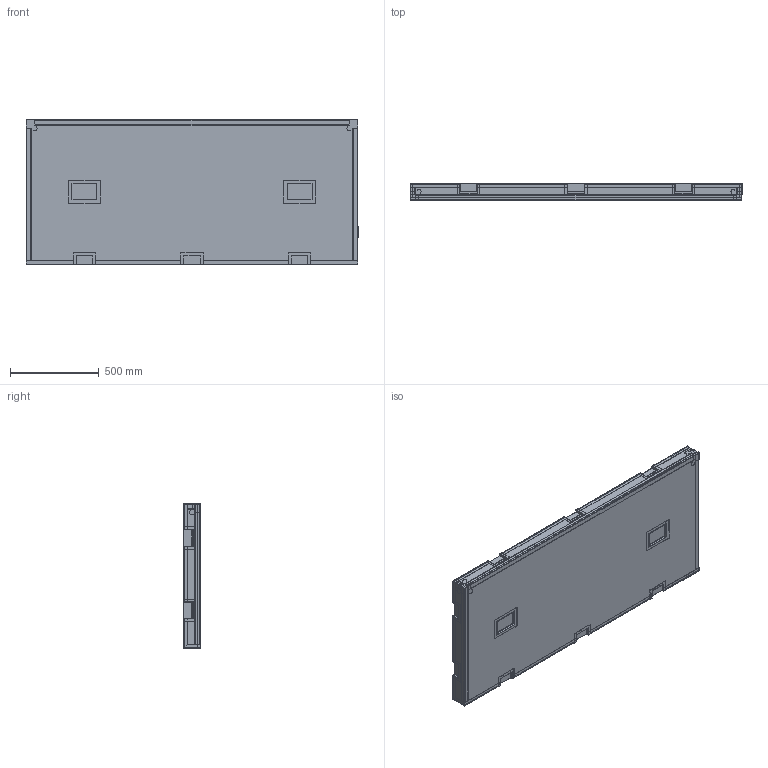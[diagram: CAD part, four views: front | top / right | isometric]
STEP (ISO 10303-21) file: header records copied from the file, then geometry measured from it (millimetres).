
FILE_DESCRIPTION (( 'STEP AP214' ), '1' );
FILE_NAME ('Super Pit Front Cover.STEP', '2025-04-01T15:31:18', ( '' ), ( '' ), 'SwSTEP 2.0', 'SolidWorks 2024', '' );
FILE_SCHEMA (( 'AUTOMOTIVE_DESIGN' ));
Length unit declared in the file: inch
Products named in the file (16): Single Angle Extrusion (Edges)_Along Z Front Cover; Super Pit Front Cover; Recessed Latch Bracket - Hook; Plywood Panels_Front Cover Short Sides; Groove Extrusion_Along Z Left Front Cover; Groove Extrusion_Horizontal; Corner Bracket; Groove Extrusion Alt 1_Left Vertical Front Cover; Plywood Panels_Front Cover Main Piece; Single Angle Extrusion (Edges)_Along Y Front Cover; Plywood Panels_Front Cover Long Sides; Groove Extrusion_Right Vertical Front Cover; Handle Bracket; Single Angle Extrusion (Edges)_Along X; Groove Extrusion Alt 1_Along Z Right Front Cover
Assembly tree (29 placements, depth 2):
  Super Pit Front Cover
    Plywood Panels_Front Cover Main Piece
    Plywood Panels_Front Cover Long Sides
    Plywood Panels_Front Cover Short Sides  x2
    Single Angle Extrusion (Edges)_Along X
    Single Angle Extrusion (Edges)_Along Y Front Cover  x2
    Single Angle Extrusion (Edges)_Along Z Front Cover  x2
    Corner Bracket  x2
    Groove Extrusion_Horizontal
    Groove Extrusion Alt 1_Along Z Right Front Cover
    Groove Extrusion_Right Vertical Front Cover
    Groove Extrusion_Horizontal
    Groove Extrusion Alt 1_Left Vertical Front Cover
    Groove Extrusion_Along Z Left Front Cover
    Handle Bracket  x2
    Recessed Latch Bracket - Hook  x10
Bounding box: 1872.77 x 96.63 x 816.56 mm (x, y, z)
Volume: 21031836.8 mm3; surface area: 4897249.8 mm2
Topology: 39 solids, 39 shells, 617 faces, 1605 edges, 1070 vertices
Faces by surface type: plane 570, cylinder 47
Entity records: 13632 total; most frequent: CARTESIAN_POINT 2382, ORIENTED_EDGE 2226, DIRECTION 2055, EDGE_CURVE 1113, VECTOR 1033, LINE 1033, VERTEX_POINT 742, AXIS2_PLACEMENT_3D 511
